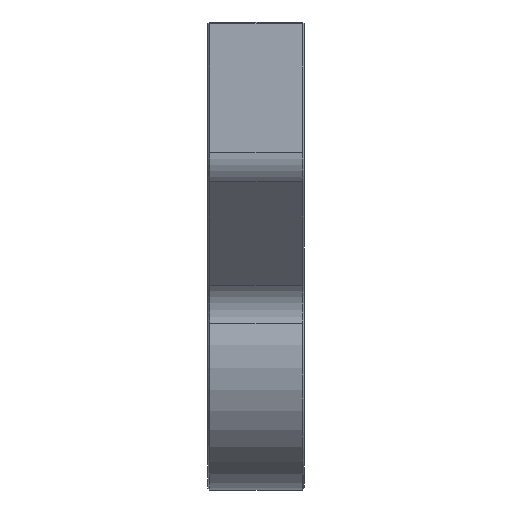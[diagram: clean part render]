
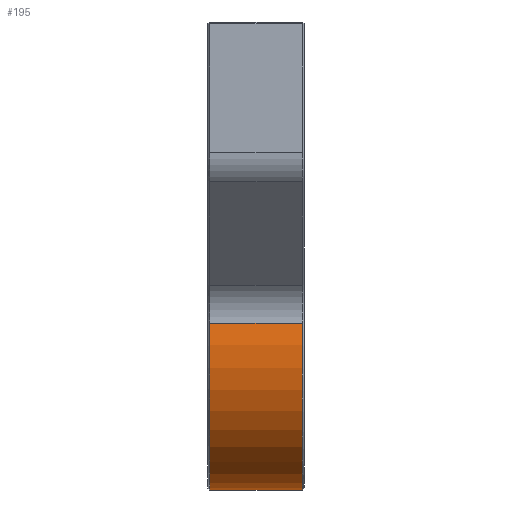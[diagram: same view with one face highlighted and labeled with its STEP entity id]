
A CAD part, left-side view. The second image highlights one B-rep face of the part: STEP entity #195.
In plain terms, the highlighted cylindrical face has radius 10 mm (diameter 20 mm), a partial arc.
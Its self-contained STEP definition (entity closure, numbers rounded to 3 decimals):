
#195 = ADVANCED_FACE ( 'NONE', ( #10716 ), #4086, .T. ) ;
#378 = LINE ( 'NONE', #4391, #3814 ) ;
#639 = DIRECTION ( 'NONE',  ( 0., 1., 0. ) ) ;
#775 = ORIENTED_EDGE ( 'NONE', *, *, #8401, .F. ) ;
#888 = LINE ( 'NONE', #13756, #3473 ) ;
#1042 = CARTESIAN_POINT ( 'NONE',  ( 0., 3.5, 0. ) ) ;
#1563 = ORIENTED_EDGE ( 'NONE', *, *, #12883, .T. ) ;
#1710 = CARTESIAN_POINT ( 'NONE',  ( 0., 3.375, -10. ) ) ;
#1968 = VERTEX_POINT ( 'NONE', #10987 ) ;
#2466 = ORIENTED_EDGE ( 'NONE', *, *, #11226, .T. ) ;
#3473 = VECTOR ( 'NONE', #4935, 1000. ) ;
#3492 = DIRECTION ( 'NONE',  ( 0., -1., 0. ) ) ;
#3814 = VECTOR ( 'NONE', #4489, 1000. ) ;
#3914 = CARTESIAN_POINT ( 'NONE',  ( -9.776, -3.375, 2.106 ) ) ;
#4086 = CYLINDRICAL_SURFACE ( 'NONE', #7194, 10. ) ;
#4090 = CIRCLE ( 'NONE', #10734, 10. ) ;
#4308 = DIRECTION ( 'NONE',  ( 0., -1., 0. ) ) ;
#4391 = CARTESIAN_POINT ( 'NONE',  ( -9.776, 3.5, 2.106 ) ) ;
#4489 = DIRECTION ( 'NONE',  ( 0., -1., 0. ) ) ;
#4578 = CARTESIAN_POINT ( 'NONE',  ( 0., 3.375, 0. ) ) ;
#4837 = VERTEX_POINT ( 'NONE', #1710 ) ;
#4935 = DIRECTION ( 'NONE',  ( 0., -1., 0. ) ) ;
#5056 = CARTESIAN_POINT ( 'NONE',  ( 0., -3.375, 0. ) ) ;
#5872 = VERTEX_POINT ( 'NONE', #7839 ) ;
#6626 = VERTEX_POINT ( 'NONE', #3914 ) ;
#6753 = DIRECTION ( 'NONE',  ( 0., 0., 1. ) ) ;
#7194 = AXIS2_PLACEMENT_3D ( 'NONE', #1042, #4308, #10758 ) ;
#7243 = ORIENTED_EDGE ( 'NONE', *, *, #8086, .T. ) ;
#7839 = CARTESIAN_POINT ( 'NONE',  ( 0., -3.375, -10. ) ) ;
#8086 = EDGE_CURVE ( 'NONE', #4837, #5872, #888, .T. ) ;
#8401 = EDGE_CURVE ( 'NONE', #1968, #6626, #378, .T. ) ;
#9037 = AXIS2_PLACEMENT_3D ( 'NONE', #4578, #3492, #6753 ) ;
#9285 = EDGE_LOOP ( 'NONE', ( #1563, #7243, #2466, #775 ) ) ;
#10405 = DIRECTION ( 'NONE',  ( 0., 0., 1. ) ) ;
#10716 = FACE_OUTER_BOUND ( 'NONE', #9285, .T. ) ;
#10734 = AXIS2_PLACEMENT_3D ( 'NONE', #5056, #639, #10405 ) ;
#10758 = DIRECTION ( 'NONE',  ( 0., 0., -1. ) ) ;
#10987 = CARTESIAN_POINT ( 'NONE',  ( -9.776, 3.375, 2.106 ) ) ;
#11021 = CIRCLE ( 'NONE', #9037, 10. ) ;
#11226 = EDGE_CURVE ( 'NONE', #5872, #6626, #4090, .T. ) ;
#12883 = EDGE_CURVE ( 'NONE', #1968, #4837, #11021, .T. ) ;
#13756 = CARTESIAN_POINT ( 'NONE',  ( 0., 3.5, -10. ) ) ;
